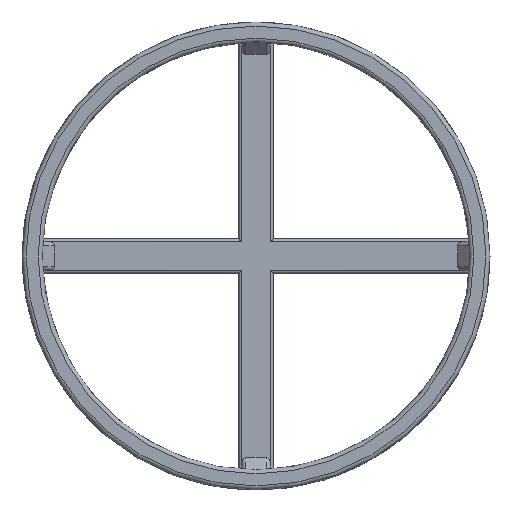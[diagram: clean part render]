
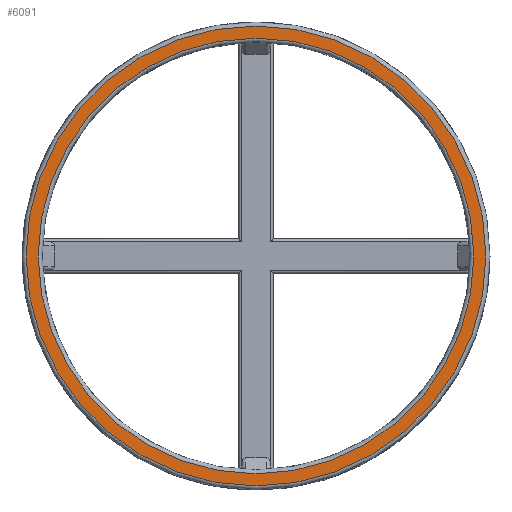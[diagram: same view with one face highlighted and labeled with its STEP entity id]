
A CAD part, top view. The second image highlights one B-rep face of the part: STEP entity #6091.
In plain terms, the highlighted planar face has unit normal (0, 0, 1).
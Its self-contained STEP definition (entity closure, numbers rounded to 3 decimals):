
#1120 = TOROIDAL_SURFACE('',#1121,54.,1.);
#1121 = AXIS2_PLACEMENT_3D('',#1122,#1123,#1124);
#1122 = CARTESIAN_POINT('',(0.,0.,21.));
#1123 = DIRECTION('',(0.,0.,1.));
#1124 = DIRECTION('',(1.,0.,-0.));
#4723 = VERTEX_POINT('',#4724);
#4724 = CARTESIAN_POINT('',(54.,0.,22.));
#4744 = EDGE_CURVE('',#4723,#4723,#4745,.T.);
#4745 = SURFACE_CURVE('',#4746,(#4751,#4758),.PCURVE_S1.);
#4746 = CIRCLE('',#4747,54.);
#4747 = AXIS2_PLACEMENT_3D('',#4748,#4749,#4750);
#4748 = CARTESIAN_POINT('',(0.,0.,22.));
#4749 = DIRECTION('',(0.,0.,1.));
#4750 = DIRECTION('',(1.,0.,-0.));
#4751 = PCURVE('',#1120,#4752);
#4752 = DEFINITIONAL_REPRESENTATION('',(#4753),#4757);
#4753 = LINE('',#4754,#4755);
#4754 = CARTESIAN_POINT('',(0.,1.571));
#4755 = VECTOR('',#4756,1.);
#4756 = DIRECTION('',(1.,0.));
#4757 = ( GEOMETRIC_REPRESENTATION_CONTEXT(2) 
PARAMETRIC_REPRESENTATION_CONTEXT() REPRESENTATION_CONTEXT('2D SPACE',''
  ) );
#4758 = PCURVE('',#4759,#4764);
#4759 = PLANE('',#4760);
#4760 = AXIS2_PLACEMENT_3D('',#4761,#4762,#4763);
#4761 = CARTESIAN_POINT('',(0.,0.,22.)
  );
#4762 = DIRECTION('',(0.,0.,1.));
#4763 = DIRECTION('',(1.,0.,-0.));
#4764 = DEFINITIONAL_REPRESENTATION('',(#4765),#4769);
#4765 = CIRCLE('',#4766,54.);
#4766 = AXIS2_PLACEMENT_2D('',#4767,#4768);
#4767 = CARTESIAN_POINT('',(0.,0.));
#4768 = DIRECTION('',(1.,0.));
#4769 = ( GEOMETRIC_REPRESENTATION_CONTEXT(2) 
PARAMETRIC_REPRESENTATION_CONTEXT() REPRESENTATION_CONTEXT('2D SPACE',''
  ) );
#6091 = ADVANCED_FACE('',(#6092,#6095),#4759,.T.);
#6092 = FACE_BOUND('',#6093,.T.);
#6093 = EDGE_LOOP('',(#6094));
#6094 = ORIENTED_EDGE('',*,*,#4744,.F.);
#6095 = FACE_BOUND('',#6096,.T.);
#6096 = EDGE_LOOP('',(#6097));
#6097 = ORIENTED_EDGE('',*,*,#6098,.T.);
#6098 = EDGE_CURVE('',#6099,#6099,#6101,.T.);
#6099 = VERTEX_POINT('',#6100);
#6100 = CARTESIAN_POINT('',(57.,0.,22.));
#6101 = SURFACE_CURVE('',#6102,(#6107,#6114),.PCURVE_S1.);
#6102 = CIRCLE('',#6103,57.);
#6103 = AXIS2_PLACEMENT_3D('',#6104,#6105,#6106);
#6104 = CARTESIAN_POINT('',(0.,0.,22.));
#6105 = DIRECTION('',(0.,0.,1.));
#6106 = DIRECTION('',(1.,0.,-0.));
#6107 = PCURVE('',#4759,#6108);
#6108 = DEFINITIONAL_REPRESENTATION('',(#6109),#6113);
#6109 = CIRCLE('',#6110,57.);
#6110 = AXIS2_PLACEMENT_2D('',#6111,#6112);
#6111 = CARTESIAN_POINT('',(0.,0.));
#6112 = DIRECTION('',(1.,0.));
#6113 = ( GEOMETRIC_REPRESENTATION_CONTEXT(2) 
PARAMETRIC_REPRESENTATION_CONTEXT() REPRESENTATION_CONTEXT('2D SPACE',''
  ) );
#6114 = PCURVE('',#6115,#6120);
#6115 = TOROIDAL_SURFACE('',#6116,57.,1.);
#6116 = AXIS2_PLACEMENT_3D('',#6117,#6118,#6119);
#6117 = CARTESIAN_POINT('',(0.,0.,21.));
#6118 = DIRECTION('',(0.,0.,1.));
#6119 = DIRECTION('',(1.,0.,-0.));
#6120 = DEFINITIONAL_REPRESENTATION('',(#6121),#6125);
#6121 = LINE('',#6122,#6123);
#6122 = CARTESIAN_POINT('',(0.,1.571));
#6123 = VECTOR('',#6124,1.);
#6124 = DIRECTION('',(1.,0.));
#6125 = ( GEOMETRIC_REPRESENTATION_CONTEXT(2) 
PARAMETRIC_REPRESENTATION_CONTEXT() REPRESENTATION_CONTEXT('2D SPACE',''
  ) );
